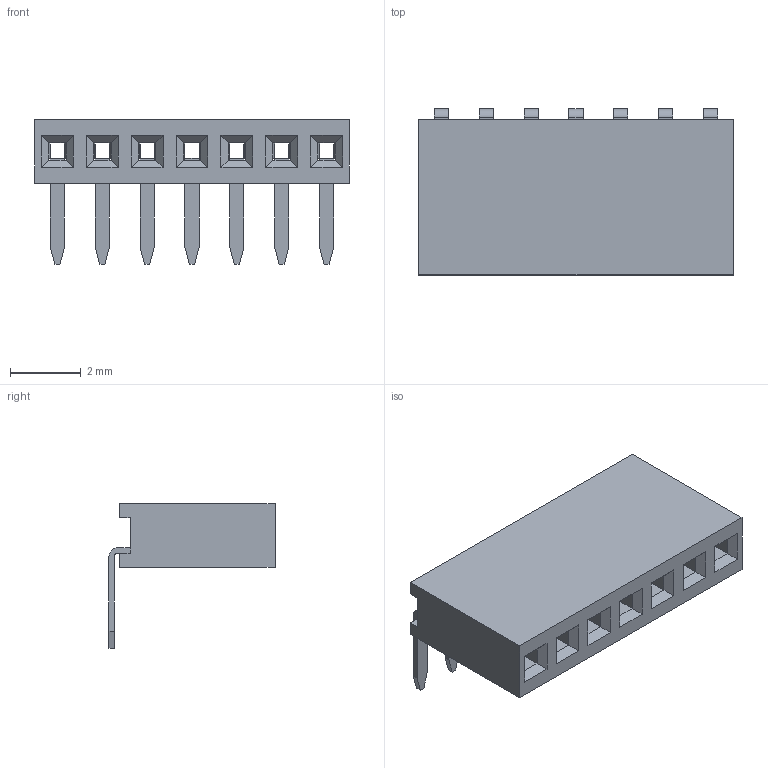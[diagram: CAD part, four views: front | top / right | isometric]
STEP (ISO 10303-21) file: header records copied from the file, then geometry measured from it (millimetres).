
FILE_DESCRIPTION(('STEP AP214'), '1');
FILE_NAME('PBS1.27-R', '', ('UNSPECIFIED'), ('UNSPECIFIED'), 'ASCON STEP Converter 1.6', 'ASCON Math Kernel', '');
FILE_SCHEMA(('AUTOMOTIVE_DESIGN { 1 0 10303 214 3 1 1}'));
Length unit declared in the file: millimetre
Bounding box: 8.89 x 4.7 x 4.1 mm (x, y, z)
Volume: 50.6 mm3; surface area: 367.1 mm2
Topology: 8 solids, 8 shells, 423 faces, 1137 edges, 730 vertices
Faces by surface type: plane 360, cylinder 63
Entity records: 16459 total; most frequent: CARTESIAN_POINT 2291, ORIENTED_EDGE 2274, DIRECTION 2111, EDGE_CURVE 1137, LINE 1011, VECTOR 1011, VERTEX_POINT 730, AXIS2_PLACEMENT_3D 550
